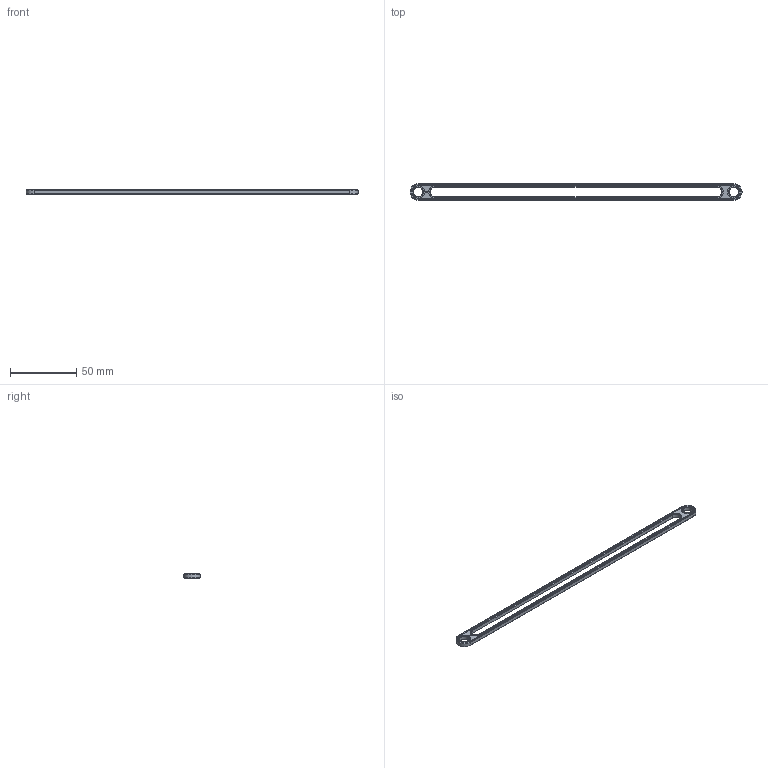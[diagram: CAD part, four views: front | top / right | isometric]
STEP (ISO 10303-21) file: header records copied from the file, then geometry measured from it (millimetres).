
FILE_DESCRIPTION(('FreeCAD Model'),'2;1');
FILE_NAME('Open CASCADE Shape Model','2021-03-09T00:11:58',( 'Paulo Kiefe'),('STEMFIE.org'),'Open CASCADE STEP processor 7.4', 'FreeCAD','Unknown');
FILE_SCHEMA(('AUTOMOTIVE_DESIGN { 1 0 10303 214 1 1 1 1 }'));
Length unit declared in the file: millimetre
Products named in the file (1): Brace_STR_SLT_CNT_ERR__BU20x01x00.25x18_-_SPN-BRC-0418_(stemfie.org)
Bounding box: 250 x 12.5 x 3.12 mm (x, y, z)
Volume: 4486 mm3; surface area: 5970.4 mm2
Topology: 1 solids, 1 shells, 546 faces, 1502 edges, 997 vertices
Faces by surface type: plane 344, extrusion 178, cone 12, cylinder 12
Full cylindrical faces by diameter (mm): 7 x2, 9.2 x2
Entity records: 38107 total; most frequent: CARTESIAN_POINT 9406, DIRECTION 4563, VECTOR 3718, LINE 3540, ORIENTED_EDGE 3004, PCURVE 3004, DEFINITIONAL_REPRESENTATION 3004, EDGE_CURVE 1502
